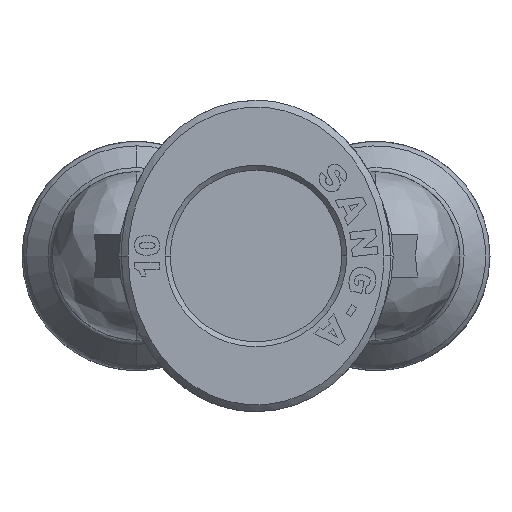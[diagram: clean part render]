
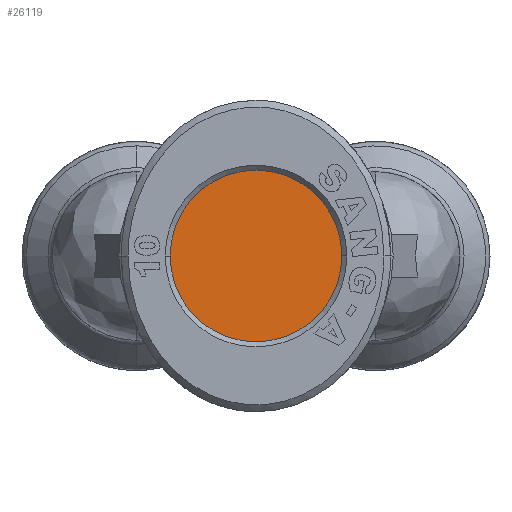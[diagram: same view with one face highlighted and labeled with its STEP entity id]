
A CAD part, front view. The second image highlights one B-rep face of the part: STEP entity #26119.
In plain terms, the highlighted face is planar.
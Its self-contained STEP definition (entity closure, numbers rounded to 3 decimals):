
#702 = CIRCLE ( 'NONE', #11049, 5.1 ) ;
#2390 = EDGE_LOOP ( 'NONE', ( #15526, #32424 ) ) ;
#2592 = VERTEX_POINT ( 'NONE', #27713 ) ;
#4124 = DIRECTION ( 'NONE',  ( 0., 0., -1. ) ) ;
#4737 = CARTESIAN_POINT ( 'NONE',  ( -7.672, 5.1, 7.1 ) ) ;
#5588 = VERTEX_POINT ( 'NONE', #4737 ) ;
#10655 = AXIS2_PLACEMENT_3D ( 'NONE', #26956, #11754, #4124 ) ;
#11049 = AXIS2_PLACEMENT_3D ( 'NONE', #21489, #26400, #24055 ) ;
#11754 = DIRECTION ( 'NONE',  ( 1., 0., 0. ) ) ;
#14765 = DIRECTION ( 'NONE',  ( 0., 1., 0. ) ) ;
#15526 = ORIENTED_EDGE ( 'NONE', *, *, #27000, .T. ) ;
#19171 = PLANE ( 'NONE',  #10655 ) ;
#21489 = CARTESIAN_POINT ( 'NONE',  ( -7.672, 0., 7.1 ) ) ;
#22077 = EDGE_CURVE ( 'NONE', #2592, #5588, #702, .T. ) ;
#24055 = DIRECTION ( 'NONE',  ( 0., 1., 0. ) ) ;
#24619 = CARTESIAN_POINT ( 'NONE',  ( -7.672, 0., 7.1 ) ) ;
#26119 = ADVANCED_FACE ( 'NONE', ( #28904 ), #19171, .F. ) ;
#26400 = DIRECTION ( 'NONE',  ( -1., 0., 0. ) ) ;
#26799 = AXIS2_PLACEMENT_3D ( 'NONE', #24619, #27544, #14765 ) ;
#26870 = CIRCLE ( 'NONE', #26799, 5.1 ) ;
#26956 = CARTESIAN_POINT ( 'NONE',  ( -7.672, 0., 7.1 ) ) ;
#27000 = EDGE_CURVE ( 'NONE', #5588, #2592, #26870, .T. ) ;
#27544 = DIRECTION ( 'NONE',  ( -1., 0., 0. ) ) ;
#27713 = CARTESIAN_POINT ( 'NONE',  ( -7.672, -5.1, 7.1 ) ) ;
#28904 = FACE_OUTER_BOUND ( 'NONE', #2390, .T. ) ;
#32424 = ORIENTED_EDGE ( 'NONE', *, *, #22077, .T. ) ;
